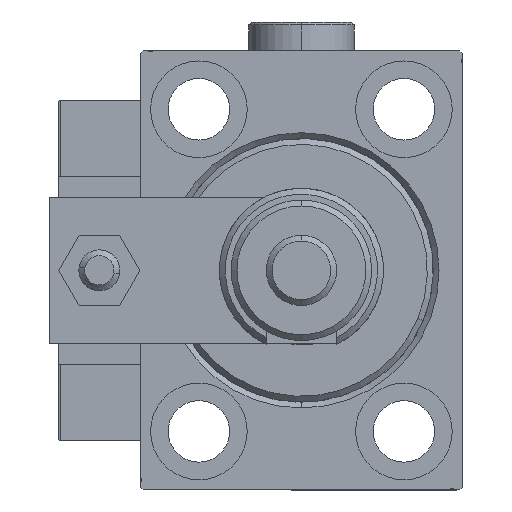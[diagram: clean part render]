
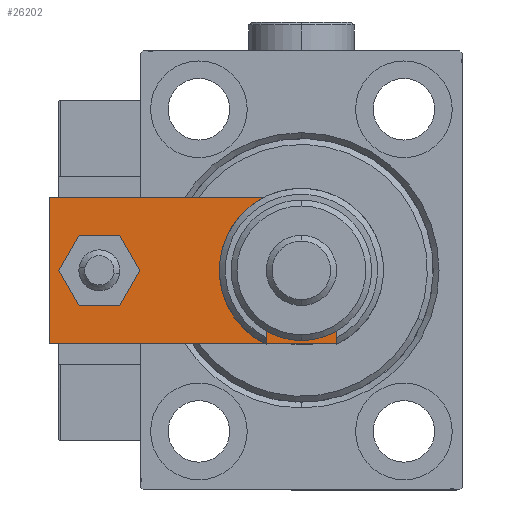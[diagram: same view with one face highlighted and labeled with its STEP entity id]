
A CAD part, left-side view. The second image highlights one B-rep face of the part: STEP entity #26202.
In plain terms, the highlighted face is planar.
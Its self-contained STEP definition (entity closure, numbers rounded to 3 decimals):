
#365 = DIRECTION ( 'NONE',  ( 0., 0., 1. ) ) ;
#1494 = DIRECTION ( 'NONE',  ( 0., 0., 1. ) ) ;
#1777 = DIRECTION ( 'NONE',  ( 1., 0., 0. ) ) ;
#3420 = DIRECTION ( 'NONE',  ( 1., 0., 0. ) ) ;
#3865 = AXIS2_PLACEMENT_3D ( 'NONE', #30289, #26164, #9426 ) ;
#3988 = EDGE_LOOP ( 'NONE', ( #25051, #7526 ) ) ;
#4330 = EDGE_CURVE ( 'NONE', #27010, #30090, #5119, .T. ) ;
#5119 = CIRCLE ( 'NONE', #8606, 4. ) ;
#5445 = VECTOR ( 'NONE', #20317, 1000. ) ;
#6710 = EDGE_CURVE ( 'NONE', #10265, #28009, #48824, .T. ) ;
#7255 = ORIENTED_EDGE ( 'NONE', *, *, #10796, .T. ) ;
#7526 = ORIENTED_EDGE ( 'NONE', *, *, #4330, .F. ) ;
#8073 = EDGE_CURVE ( 'NONE', #41012, #10265, #43760, .T. ) ;
#8086 = CARTESIAN_POINT ( 'NONE',  ( -4., 46.5, 6. ) ) ;
#8606 = AXIS2_PLACEMENT_3D ( 'NONE', #23722, #1494, #1777 ) ;
#9258 = CARTESIAN_POINT ( 'NONE',  ( -8.25, 12., 6. ) ) ;
#9426 = DIRECTION ( 'NONE',  ( 1., 0., 0. ) ) ;
#10265 = VERTEX_POINT ( 'NONE', #18552 ) ;
#10421 = VECTOR ( 'NONE', #21496, 1000. ) ;
#10796 = EDGE_CURVE ( 'NONE', #28009, #38382, #50841, .T. ) ;
#11636 = CIRCLE ( 'NONE', #26534, 8.25 ) ;
#11820 = CARTESIAN_POINT ( 'NONE',  ( -6.84, 0., 6. ) ) ;
#14696 = AXIS2_PLACEMENT_3D ( 'NONE', #45465, #365, #3420 ) ;
#14999 = CARTESIAN_POINT ( 'NONE',  ( 12.5, 0., 6. ) ) ;
#15576 = DIRECTION ( 'NONE',  ( 0.707, -0.707, 0. ) ) ;
#16547 = EDGE_LOOP ( 'NONE', ( #48782, #40612 ) ) ;
#18552 = CARTESIAN_POINT ( 'NONE',  ( 12.5, 5.66, 6. ) ) ;
#18720 = FACE_BOUND ( 'NONE', #16547, .T. ) ;
#19121 = VECTOR ( 'NONE', #41101, 1000. ) ;
#20317 = DIRECTION ( 'NONE',  ( 0., -1., 0. ) ) ;
#20656 = EDGE_CURVE ( 'NONE', #32565, #23861, #11636, .T. ) ;
#21496 = DIRECTION ( 'NONE',  ( 0.707, 0.707, 0. ) ) ;
#23385 = CARTESIAN_POINT ( 'NONE',  ( 6.84, 0., 6. ) ) ;
#23633 = FACE_OUTER_BOUND ( 'NONE', #40886, .T. ) ;
#23722 = CARTESIAN_POINT ( 'NONE',  ( 0., 46.5, 6. ) ) ;
#23838 = CARTESIAN_POINT ( 'NONE',  ( -12.5, 55., 6. ) ) ;
#23861 = VERTEX_POINT ( 'NONE', #9258 ) ;
#24083 = LINE ( 'NONE', #35927, #52522 ) ;
#24511 = ORIENTED_EDGE ( 'NONE', *, *, #52341, .T. ) ;
#24864 = ORIENTED_EDGE ( 'NONE', *, *, #37267, .T. ) ;
#25051 = ORIENTED_EDGE ( 'NONE', *, *, #44050, .F. ) ;
#26164 = DIRECTION ( 'NONE',  ( 0., 0., 1. ) ) ;
#26202 = ADVANCED_FACE ( 'NONE', ( #48423, #23633, #18720 ), #52530, .T. ) ;
#26534 = AXIS2_PLACEMENT_3D ( 'NONE', #39938, #30844, #47930 ) ;
#27010 = VERTEX_POINT ( 'NONE', #31195 ) ;
#27171 = ORIENTED_EDGE ( 'NONE', *, *, #8073, .T. ) ;
#27172 = VECTOR ( 'NONE', #46711, 1000. ) ;
#27622 = CARTESIAN_POINT ( 'NONE',  ( 12.5, 55., 6. ) ) ;
#28009 = VERTEX_POINT ( 'NONE', #27622 ) ;
#28366 = CIRCLE ( 'NONE', #3865, 4. ) ;
#29058 = VECTOR ( 'NONE', #51489, 1000. ) ;
#29303 = EDGE_CURVE ( 'NONE', #23861, #32565, #38386, .T. ) ;
#29888 = CARTESIAN_POINT ( 'NONE',  ( 12.5, 55., 6. ) ) ;
#30090 = VERTEX_POINT ( 'NONE', #8086 ) ;
#30289 = CARTESIAN_POINT ( 'NONE',  ( 0., 46.5, 6. ) ) ;
#30429 = CARTESIAN_POINT ( 'NONE',  ( 8.25, 12., 6. ) ) ;
#30844 = DIRECTION ( 'NONE',  ( 0., 0., 1. ) ) ;
#31195 = CARTESIAN_POINT ( 'NONE',  ( 4., 46.5, 6. ) ) ;
#32565 = VERTEX_POINT ( 'NONE', #30429 ) ;
#35927 = CARTESIAN_POINT ( 'NONE',  ( -3.42, -3.42, 6. ) ) ;
#35957 = CARTESIAN_POINT ( 'NONE',  ( -12.5, 5.66, 6. ) ) ;
#36866 = EDGE_CURVE ( 'NONE', #38131, #41012, #44341, .T. ) ;
#37096 = CARTESIAN_POINT ( 'NONE',  ( -12.5, 55., 6. ) ) ;
#37267 = EDGE_CURVE ( 'NONE', #38382, #49176, #44818, .T. ) ;
#38131 = VERTEX_POINT ( 'NONE', #11820 ) ;
#38382 = VERTEX_POINT ( 'NONE', #23838 ) ;
#38386 = CIRCLE ( 'NONE', #14696, 8.25 ) ;
#39091 = CARTESIAN_POINT ( 'NONE',  ( -12.5, 0., 6. ) ) ;
#39938 = CARTESIAN_POINT ( 'NONE',  ( 0., 12., 6. ) ) ;
#40612 = ORIENTED_EDGE ( 'NONE', *, *, #20656, .F. ) ;
#40886 = EDGE_LOOP ( 'NONE', ( #24864, #24511, #45136, #27171, #45897, #7255 ) ) ;
#41012 = VERTEX_POINT ( 'NONE', #23385 ) ;
#41101 = DIRECTION ( 'NONE',  ( 0., 1., 0. ) ) ;
#43742 = CARTESIAN_POINT ( 'NONE',  ( 0., 0., 6. ) ) ;
#43760 = LINE ( 'NONE', #47071, #10421 ) ;
#44050 = EDGE_CURVE ( 'NONE', #30090, #27010, #28366, .T. ) ;
#44341 = LINE ( 'NONE', #39091, #29058 ) ;
#44818 = LINE ( 'NONE', #37096, #5445 ) ;
#45136 = ORIENTED_EDGE ( 'NONE', *, *, #36866, .T. ) ;
#45465 = CARTESIAN_POINT ( 'NONE',  ( 0., 12., 6. ) ) ;
#45897 = ORIENTED_EDGE ( 'NONE', *, *, #6710, .T. ) ;
#46711 = DIRECTION ( 'NONE',  ( -1., 0., 0. ) ) ;
#47071 = CARTESIAN_POINT ( 'NONE',  ( 3.42, -3.42, 6. ) ) ;
#47204 = AXIS2_PLACEMENT_3D ( 'NONE', #43742, #48954, #51984 ) ;
#47930 = DIRECTION ( 'NONE',  ( 1., 0., 0. ) ) ;
#48423 = FACE_BOUND ( 'NONE', #3988, .T. ) ;
#48782 = ORIENTED_EDGE ( 'NONE', *, *, #29303, .F. ) ;
#48824 = LINE ( 'NONE', #14999, #19121 ) ;
#48954 = DIRECTION ( 'NONE',  ( 0., 0., 1. ) ) ;
#49176 = VERTEX_POINT ( 'NONE', #35957 ) ;
#50841 = LINE ( 'NONE', #29888, #27172 ) ;
#51489 = DIRECTION ( 'NONE',  ( 1., 0., 0. ) ) ;
#51984 = DIRECTION ( 'NONE',  ( 1., 0., 0. ) ) ;
#52341 = EDGE_CURVE ( 'NONE', #49176, #38131, #24083, .T. ) ;
#52522 = VECTOR ( 'NONE', #15576, 1000. ) ;
#52530 = PLANE ( 'NONE',  #47204 ) ;
